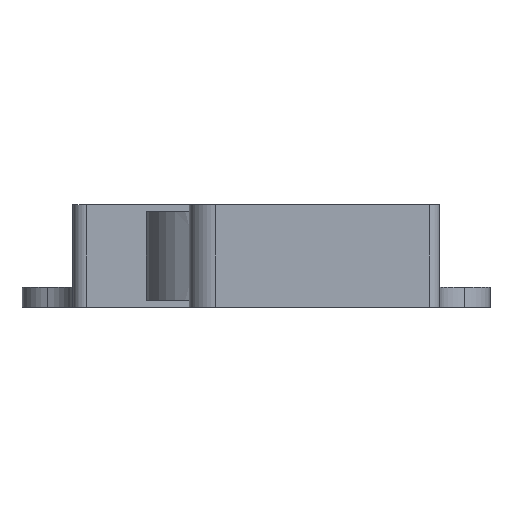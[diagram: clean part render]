
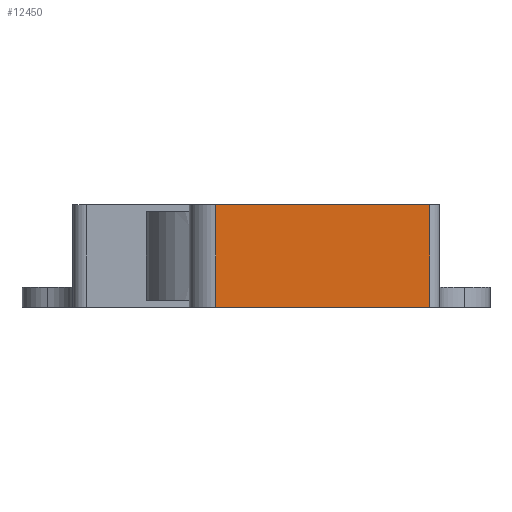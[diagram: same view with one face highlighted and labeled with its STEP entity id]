
A CAD part, front view. The second image highlights one B-rep face of the part: STEP entity #12450.
In plain terms, the highlighted planar face has unit normal (0, -1, 0).
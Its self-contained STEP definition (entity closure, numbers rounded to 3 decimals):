
#2092=DIRECTION('',(1.,0.,0.));
#2093=VECTOR('',#2092,16.);
#2094=CARTESIAN_POINT('',(-3.,-32.3,0.));
#2095=LINE('',#2094,#2093);
#2256=DIRECTION('',(0.,0.,1.));
#2257=VECTOR('',#2256,7.7);
#2258=CARTESIAN_POINT('',(13.,-32.3,0.));
#2259=LINE('',#2258,#2257);
#2264=DIRECTION('',(1.,0.,0.));
#2265=VECTOR('',#2264,16.);
#2266=CARTESIAN_POINT('',(-3.,-32.3,7.7));
#2267=LINE('',#2266,#2265);
#2272=DIRECTION('',(0.,0.,-1.));
#2273=VECTOR('',#2272,7.7);
#2274=CARTESIAN_POINT('',(-3.,-32.3,7.7));
#2275=LINE('',#2274,#2273);
#7886=CARTESIAN_POINT('',(-3.,-32.3,0.));
#7887=VERTEX_POINT('',#7886);
#7888=CARTESIAN_POINT('',(13.,-32.3,0.));
#7889=VERTEX_POINT('',#7888);
#8024=CARTESIAN_POINT('',(13.,-32.3,7.7));
#8025=VERTEX_POINT('',#8024);
#8026=CARTESIAN_POINT('',(-3.,-32.3,7.7));
#8027=VERTEX_POINT('',#8026);
#12438=CARTESIAN_POINT('',(-3.,-32.3,0.));
#12439=DIRECTION('',(0.,-1.,0.));
#12440=DIRECTION('',(1.,0.,0.));
#12441=AXIS2_PLACEMENT_3D('',#12438,#12439,#12440);
#12442=PLANE('',#12441);
#12443=ORIENTED_EDGE('',*,*,#12185,.F.);
#12445=ORIENTED_EDGE('',*,*,#12444,.F.);
#12446=ORIENTED_EDGE('',*,*,#12276,.T.);
#12447=ORIENTED_EDGE('',*,*,#12431,.F.);
#12448=EDGE_LOOP('',(#12443,#12445,#12446,#12447));
#12449=FACE_OUTER_BOUND('',#12448,.F.);
#12185=EDGE_CURVE('',#7887,#7889,#2095,.T.);
#12276=EDGE_CURVE('',#8027,#8025,#2267,.T.);
#12431=EDGE_CURVE('',#7889,#8025,#2259,.T.);
#12444=EDGE_CURVE('',#8027,#7887,#2275,.T.);
#12450=ADVANCED_FACE('',(#12449),#12442,.T.);
